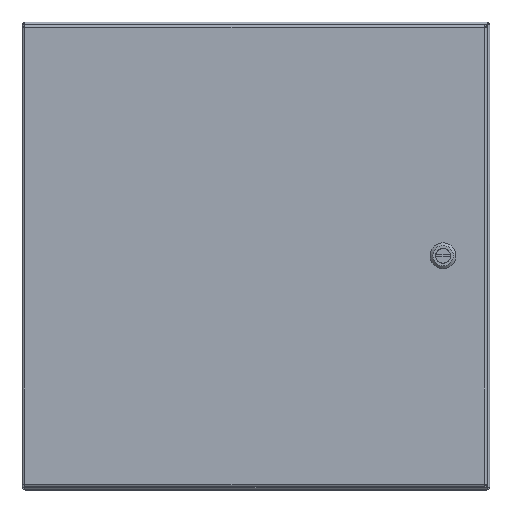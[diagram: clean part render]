
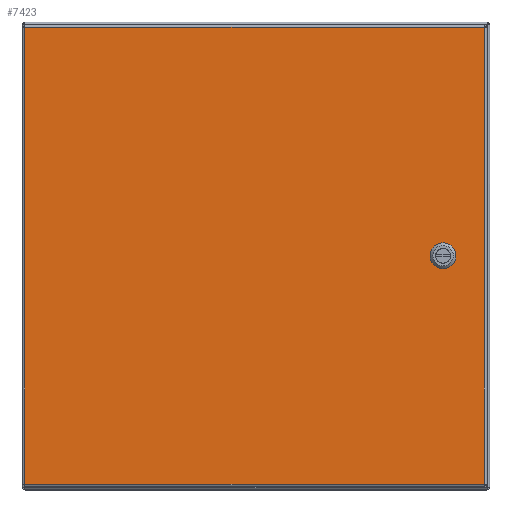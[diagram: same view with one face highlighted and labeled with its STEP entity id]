
A CAD part, top view. The second image highlights one B-rep face of the part: STEP entity #7423.
In plain terms, the highlighted face is planar.
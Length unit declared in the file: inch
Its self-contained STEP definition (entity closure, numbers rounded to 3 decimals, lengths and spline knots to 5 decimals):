
#5746=CARTESIAN_POINT('',(2.08762,10.275,0.0));
#5747=VERTEX_POINT('',#5746);
#5754=CARTESIAN_POINT('',(2.275,10.08762,0.0));
#5755=VERTEX_POINT('',#5754);
#5756=CARTESIAN_POINT('',(1.875,9.875,0.0));
#5757=DIRECTION('',(0.0,0.0,1.0));
#5758=DIRECTION('',(-0.469,-0.883,0.0));
#5759=AXIS2_PLACEMENT_3D('',#5756,#5757,#5758);
#5760=CIRCLE('',#5759,0.453);
#5761=EDGE_CURVE('',#5755,#5747,#5760,.T.);
#5786=CARTESIAN_POINT('',(2.275,9.66238,0.0));
#5787=VERTEX_POINT('',#5786);
#5788=CARTESIAN_POINT('',(2.275,9.66238,0.0));
#5789=DIRECTION('',(0.0,1.0,0.0));
#5790=VECTOR('',#5789,0.42525);
#5791=LINE('',#5788,#5790);
#5792=EDGE_CURVE('',#5787,#5755,#5791,.T.);
#5818=CARTESIAN_POINT('',(2.08762,9.475,0.0));
#5819=VERTEX_POINT('',#5818);
#5820=CARTESIAN_POINT('',(1.875,9.875,0.0));
#5821=DIRECTION('',(0.0,0.0,1.0));
#5822=DIRECTION('',(-0.883,0.469,0.0));
#5823=AXIS2_PLACEMENT_3D('',#5820,#5821,#5822);
#5824=CIRCLE('',#5823,0.453);
#5825=EDGE_CURVE('',#5819,#5787,#5824,.T.);
#5850=CARTESIAN_POINT('',(1.66238,9.475,0.0));
#5851=VERTEX_POINT('',#5850);
#5852=CARTESIAN_POINT('',(1.66238,9.475,0.0));
#5853=DIRECTION('',(1.0,0.0,0.0));
#5854=VECTOR('',#5853,0.42525);
#5855=LINE('',#5852,#5854);
#5856=EDGE_CURVE('',#5851,#5819,#5855,.T.);
#5882=CARTESIAN_POINT('',(1.475,9.66238,0.0));
#5883=VERTEX_POINT('',#5882);
#5884=CARTESIAN_POINT('',(1.875,9.875,0.0));
#5885=DIRECTION('',(0.0,0.0,1.0));
#5886=DIRECTION('',(0.469,0.883,0.0));
#5887=AXIS2_PLACEMENT_3D('',#5884,#5885,#5886);
#5888=CIRCLE('',#5887,0.453);
#5889=EDGE_CURVE('',#5883,#5851,#5888,.T.);
#5914=CARTESIAN_POINT('',(1.475,10.08762,0.0));
#5915=VERTEX_POINT('',#5914);
#5916=CARTESIAN_POINT('',(1.475,10.08762,0.0));
#5917=DIRECTION('',(0.0,-1.0,0.0));
#5918=VECTOR('',#5917,0.42525);
#5919=LINE('',#5916,#5918);
#5920=EDGE_CURVE('',#5915,#5883,#5919,.T.);
#5946=CARTESIAN_POINT('',(1.66238,10.275,0.0));
#5947=VERTEX_POINT('',#5946);
#5948=CARTESIAN_POINT('',(1.875,9.875,0.0));
#5949=DIRECTION('',(0.0,0.0,1.0));
#5950=DIRECTION('',(0.883,-0.469,0.0));
#5951=AXIS2_PLACEMENT_3D('',#5948,#5949,#5950);
#5952=CIRCLE('',#5951,0.453);
#5953=EDGE_CURVE('',#5947,#5915,#5952,.T.);
#5976=CARTESIAN_POINT('',(2.08762,10.275,0.0));
#5977=DIRECTION('',(-1.0,0.0,0.0));
#5978=VECTOR('',#5977,0.42525);
#5979=LINE('',#5976,#5978);
#5980=EDGE_CURVE('',#5747,#5947,#5979,.T.);
#6431=CARTESIAN_POINT('',(19.76975,0.10525,0.));
#6432=VERTEX_POINT('',#6431);
#6443=CARTESIAN_POINT('',(19.76975,19.64475,0.));
#6444=VERTEX_POINT('',#6443);
#6445=CARTESIAN_POINT('',(19.76975,19.64475,0.0));
#6446=DIRECTION('',(0.0,-1.0,0.0));
#6447=VECTOR('',#6446,19.5395);
#6448=LINE('',#6445,#6447);
#6449=EDGE_CURVE('',#6444,#6432,#6448,.T.);
#6601=CARTESIAN_POINT('',(0.10525,0.10525,0.));
#6602=VERTEX_POINT('',#6601);
#6613=CARTESIAN_POINT('',(19.76975,0.10525,0.0));
#6614=DIRECTION('',(-1.0,0.0,0.0));
#6615=VECTOR('',#6614,19.6645);
#6616=LINE('',#6613,#6615);
#6617=EDGE_CURVE('',#6432,#6602,#6616,.T.);
#6878=CARTESIAN_POINT('',(0.10525,19.64475,0.));
#6879=VERTEX_POINT('',#6878);
#6890=CARTESIAN_POINT('',(0.10525,0.10525,0.0));
#6891=DIRECTION('',(0.0,1.0,0.0));
#6892=VECTOR('',#6891,19.5395);
#6893=LINE('',#6890,#6892);
#6894=EDGE_CURVE('',#6602,#6879,#6893,.T.);
#7159=CARTESIAN_POINT('',(0.10525,19.64475,0.0));
#7160=DIRECTION('',(1.0,0.0,0.0));
#7161=VECTOR('',#7160,19.6645);
#7162=LINE('',#7159,#7161);
#7163=EDGE_CURVE('',#6879,#6444,#7162,.T.);
#7402=CARTESIAN_POINT('',(9.9375,9.875,0.0));
#7403=DIRECTION('',(0.0,0.0,1.0));
#7404=DIRECTION('',(1.0,0.0,0.0));
#7405=AXIS2_PLACEMENT_3D('',#7402,#7403,#7404);
#7406=PLANE('',#7405);
#7407=ORIENTED_EDGE('',*,*,#6449,.T.);
#7408=ORIENTED_EDGE('',*,*,#6617,.T.);
#7409=ORIENTED_EDGE('',*,*,#6894,.T.);
#7410=ORIENTED_EDGE('',*,*,#7163,.T.);
#7411=EDGE_LOOP('',(#7407,#7408,#7409,#7410));
#7412=FACE_OUTER_BOUND('',#7411,.T.);
#7413=ORIENTED_EDGE('',*,*,#5761,.T.);
#7414=ORIENTED_EDGE('',*,*,#5980,.T.);
#7415=ORIENTED_EDGE('',*,*,#5953,.T.);
#7416=ORIENTED_EDGE('',*,*,#5920,.T.);
#7417=ORIENTED_EDGE('',*,*,#5889,.T.);
#7418=ORIENTED_EDGE('',*,*,#5856,.T.);
#7419=ORIENTED_EDGE('',*,*,#5825,.T.);
#7420=ORIENTED_EDGE('',*,*,#5792,.T.);
#7421=EDGE_LOOP('',(#7413,#7414,#7415,#7416,#7417,#7418,#7419,#7420));
#7422=FACE_BOUND('',#7421,.T.);
#7423=ADVANCED_FACE('',(#7412,#7422),#7406,.F.);
